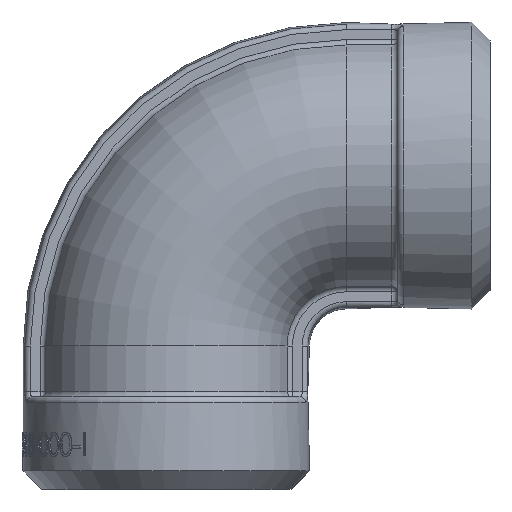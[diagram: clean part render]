
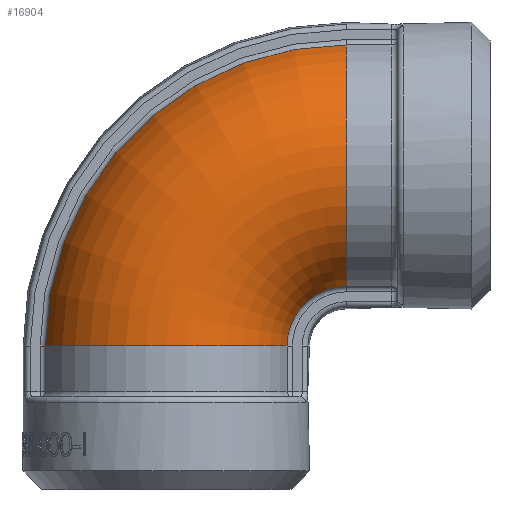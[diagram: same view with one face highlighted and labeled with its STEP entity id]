
A CAD part, top view. The second image highlights one B-rep face of the part: STEP entity #16904.
In plain terms, the highlighted toroidal (fillet/blend) face has major radius 9.75 mm and minor radius 6.75 mm.
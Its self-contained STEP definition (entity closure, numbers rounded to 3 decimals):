
#362 = DIRECTION ( 'NONE',  ( 0., 0., -1. ) ) ;
#364 = CARTESIAN_POINT ( 'NONE',  ( 9.75, -9.75, 1.723 ) ) ;
#365 = DIRECTION ( 'NONE',  ( -0.707, 0.707, 0. ) ) ;
#380 = CARTESIAN_POINT ( 'NONE',  ( 9.75, -9.75, 1.723 ) ) ;
#384 = DIRECTION ( 'NONE',  ( -0.707, 0.707, 0. ) ) ;
#386 = DIRECTION ( 'NONE',  ( 0., 0., 1. ) ) ;
#1317 = FACE_OUTER_BOUND ( 'NONE', #6664, .T. ) ;
#1334 = CARTESIAN_POINT ( 'NONE',  ( 9.75, -9.75, 0. ) ) ;
#1353 = DIRECTION ( 'NONE',  ( 0., 1., 0. ) ) ;
#1363 = DIRECTION ( 'NONE',  ( 0., 0., -1. ) ) ;
#5427 = AXIS2_PLACEMENT_3D ( 'NONE', #13934, #13945, #13927 ) ;
#5438 = CIRCLE ( 'NONE', #5427, 6.75 ) ;
#5909 = VERTEX_POINT ( 'NONE', #6450 ) ;
#5928 = VERTEX_POINT ( 'NONE', #7893 ) ;
#5993 = VERTEX_POINT ( 'NONE', #7871 ) ;
#6020 = VERTEX_POINT ( 'NONE', #7874 ) ;
#6450 = CARTESIAN_POINT ( 'NONE',  ( 9.75, 6.526, 1.723 ) ) ;
#6664 = EDGE_LOOP ( 'NONE', ( #15288, #15320, #15322, #15315 ) ) ;
#7871 = CARTESIAN_POINT ( 'NONE',  ( -6.526, -9.75, 1.723 ) ) ;
#7874 = CARTESIAN_POINT ( 'NONE',  ( 6.526, -9.75, 1.723 ) ) ;
#7893 = CARTESIAN_POINT ( 'NONE',  ( 9.75, -6.526, 1.723 ) ) ;
#8027 = DIRECTION ( 'NONE',  ( 0., 1., 0. ) ) ;
#8065 = DIRECTION ( 'NONE',  ( -0.975, 0., 0.222 ) ) ;
#8066 = CARTESIAN_POINT ( 'NONE',  ( 0., -9.75, 0. ) ) ;
#13927 = DIRECTION ( 'NONE',  ( 0., 0.975, 0.222 ) ) ;
#13934 = CARTESIAN_POINT ( 'NONE',  ( 9.75, 0., 0. ) ) ;
#13945 = DIRECTION ( 'NONE',  ( 1., 0., 0. ) ) ;
#15288 = ORIENTED_EDGE ( 'NONE', *, *, #17686, .F. ) ;
#15315 = ORIENTED_EDGE ( 'NONE', *, *, #17930, .F. ) ;
#15320 = ORIENTED_EDGE ( 'NONE', *, *, #17726, .T. ) ;
#15322 = ORIENTED_EDGE ( 'NONE', *, *, #17691, .F. ) ;
#16071 = AXIS2_PLACEMENT_3D ( 'NONE', #1334, #1363, #1353 ) ;
#16082 = TOROIDAL_SURFACE ( 'NONE', #16071, 9.75, 6.75 ) ;
#16904 = ADVANCED_FACE ( 'NONE', ( #1317 ), #16082, .T. ) ;
#17686 = EDGE_CURVE ( 'NONE', #5993, #5909, #18276, .T. ) ;
#17691 = EDGE_CURVE ( 'NONE', #5928, #6020, #18268, .T. ) ;
#17726 = EDGE_CURVE ( 'NONE', #5993, #6020, #18323, .T. ) ;
#17930 = EDGE_CURVE ( 'NONE', #5909, #5928, #5438, .T. ) ;
#18258 = AXIS2_PLACEMENT_3D ( 'NONE', #380, #386, #384 ) ;
#18268 = CIRCLE ( 'NONE', #18258, 3.224 ) ;
#18271 = AXIS2_PLACEMENT_3D ( 'NONE', #364, #362, #365 ) ;
#18276 = CIRCLE ( 'NONE', #18271, 16.276 ) ;
#18315 = AXIS2_PLACEMENT_3D ( 'NONE', #8066, #8027, #8065 ) ;
#18323 = CIRCLE ( 'NONE', #18315, 6.75 ) ;
